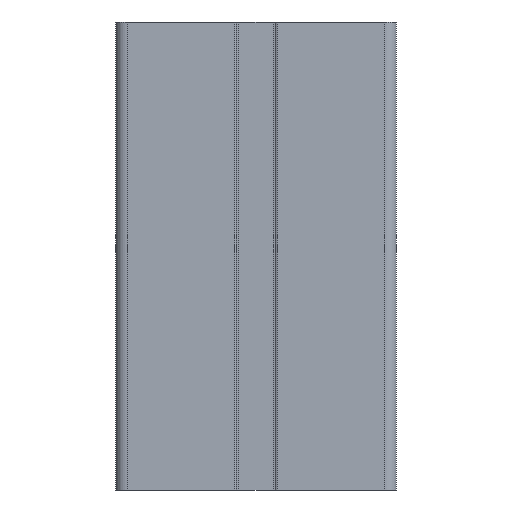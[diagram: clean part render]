
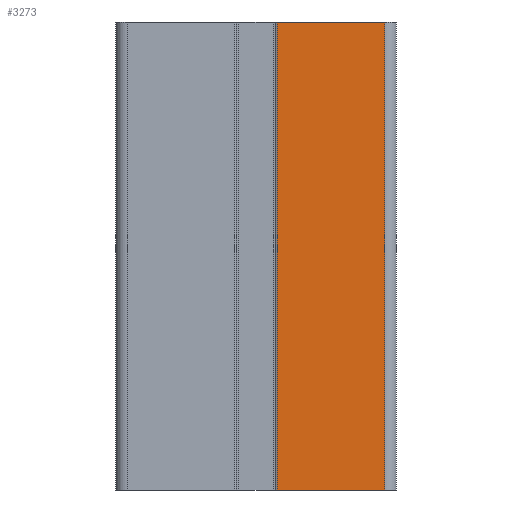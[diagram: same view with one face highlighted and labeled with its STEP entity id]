
A CAD part, front view. The second image highlights one B-rep face of the part: STEP entity #3273.
In plain terms, the highlighted planar face has unit normal (0, -1, 0).
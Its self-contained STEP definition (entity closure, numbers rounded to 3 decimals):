
#84=PLANE('',#3551);
#224=FACE_OUTER_BOUND('',#391,.T.);
#391=EDGE_LOOP('',(#2535,#2536,#2537,#2538));
#678=LINE('',#5303,#1007);
#679=LINE('',#5306,#1008);
#680=LINE('',#5308,#1009);
#681=LINE('',#5309,#1010);
#1007=VECTOR('',#4316,100.);
#1008=VECTOR('',#4319,22.95);
#1009=VECTOR('',#4320,22.95);
#1010=VECTOR('',#4321,100.);
#1500=VERTEX_POINT('',#5299);
#1501=VERTEX_POINT('',#5301);
#1502=VERTEX_POINT('',#5305);
#1503=VERTEX_POINT('',#5307);
#1936=EDGE_CURVE('',#1500,#1501,#678,.T.);
#1937=EDGE_CURVE('',#1502,#1500,#679,.T.);
#1938=EDGE_CURVE('',#1503,#1501,#680,.T.);
#1939=EDGE_CURVE('',#1502,#1503,#681,.T.);
#2535=ORIENTED_EDGE('',*,*,#1937,.T.);
#2536=ORIENTED_EDGE('',*,*,#1936,.T.);
#2537=ORIENTED_EDGE('',*,*,#1938,.F.);
#2538=ORIENTED_EDGE('',*,*,#1939,.F.);
#3273=ADVANCED_FACE('',(#224),#84,.T.);
#3551=AXIS2_PLACEMENT_3D('',#5304,#4317,#4318);
#4316=DIRECTION('',(0.,0.,1.));
#4317=DIRECTION('center_axis',(0.,-1.,0.));
#4318=DIRECTION('ref_axis',(1.,0.,0.));
#4319=DIRECTION('',(1.,0.,0.));
#4320=DIRECTION('',(1.,0.,0.));
#4321=DIRECTION('',(0.,0.,1.));
#5299=CARTESIAN_POINT('',(27.5,-22.5,0.));
#5301=CARTESIAN_POINT('',(27.5,-22.5,100.));
#5303=CARTESIAN_POINT('',(27.5,-22.5,0.));
#5304=CARTESIAN_POINT('Origin',(4.55,-22.5,0.));
#5305=CARTESIAN_POINT('',(4.55,-22.5,0.));
#5306=CARTESIAN_POINT('',(4.55,-22.5,0.));
#5307=CARTESIAN_POINT('',(4.55,-22.5,100.));
#5308=CARTESIAN_POINT('',(4.55,-22.5,100.));
#5309=CARTESIAN_POINT('',(4.55,-22.5,0.));
